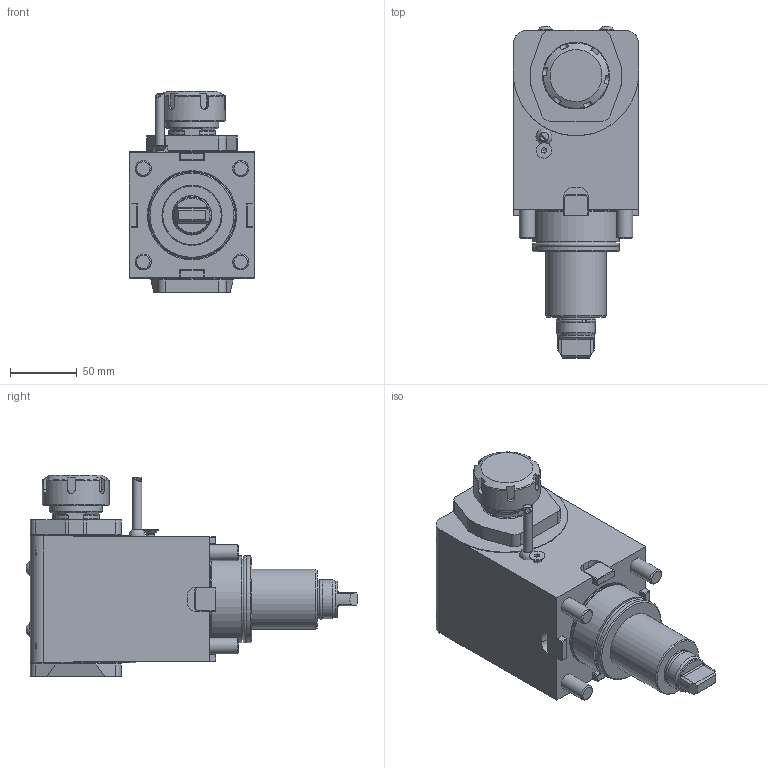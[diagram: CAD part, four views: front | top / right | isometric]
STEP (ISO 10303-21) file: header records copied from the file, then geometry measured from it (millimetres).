
FILE_DESCRIPTION (( 'STEP AP214' ), '1' );
FILE_NAME ('RRPPR32321UT65P-1.STEP', '2023-03-09T10:52:28', ( '' ), ( '' ), 'SwSTEP 2.0', 'SolidWorks 2016', '' );
FILE_SCHEMA (( 'AUTOMOTIVE_DESIGN' ));
Length unit declared in the file: millimetre
Products named in the file (1): RRPPR32321UT65P-1
Bounding box: 94 x 248.8 x 150.91 mm (x, y, z)
Volume: 1540059.8 mm3; surface area: 105597.4 mm2
Topology: 4 solids, 4 shells, 773 faces, 2009 edges, 1293 vertices
Faces by surface type: plane 505, bspline 106, cylinder 97, cone 39, torus 21, sphere 5
Full cylindrical faces by diameter (mm): 1.7 x1, 2.1 x1, 4 x1, 6 x1, 6.366 x1, 7 x1, 10.5 x4, 11.57 x1, 12 x4, 27 x1, 29 x2, 40 x1, 45 x1, 50 x1, 60.3 x1, 64.6 x1, 65 x2
Entity records: 33832 total; most frequent: CARTESIAN_POINT 12179, ORIENTED_EDGE 3864, DIRECTION 3228, EDGE_CURVE 1932, VECTOR 1364, LINE 1364, VERTEX_POINT 1269, AXIS2_PLACEMENT_3D 932
